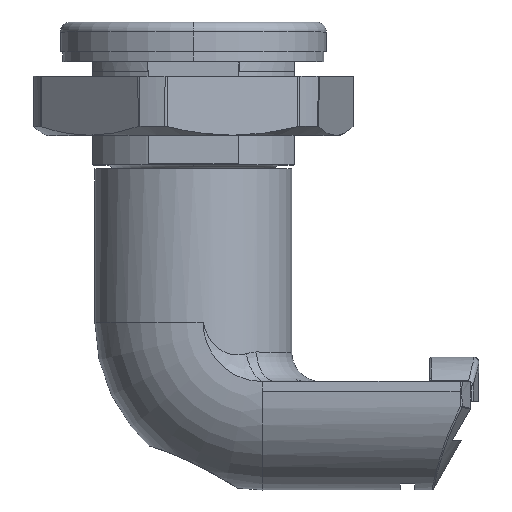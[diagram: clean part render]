
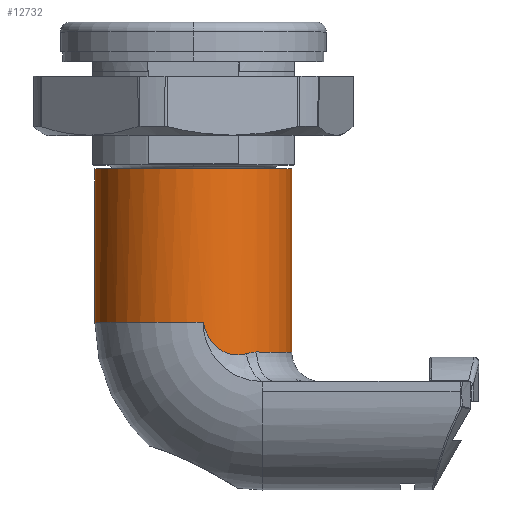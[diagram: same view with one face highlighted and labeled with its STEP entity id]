
A CAD part, top view. The second image highlights one B-rep face of the part: STEP entity #12732.
In plain terms, the highlighted cylindrical face has radius 10 mm (diameter 20 mm), a partial arc.
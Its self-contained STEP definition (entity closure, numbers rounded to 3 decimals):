
#6829 = CARTESIAN_POINT ( 'NONE',  ( 20., 14., 0. ) ) ;
#6874 = DIRECTION ( 'NONE',  ( 0., 1., 0. ) ) ;
#6875 = VECTOR ( 'NONE', #6874, 1000. ) ;
#6876 = CARTESIAN_POINT ( 'NONE',  ( 20., 17., 0. ) ) ;
#6877 = LINE ( 'NONE', #6876, #6875 ) ;
#6889 = CARTESIAN_POINT ( 'NONE',  ( 20., 32.6, 0. ) ) ;
#6890 = CARTESIAN_POINT ( 'NONE',  ( 16.436, 14., 7.654 ) ) ;
#6906 = DIRECTION ( 'NONE',  ( 0., 1., 0. ) ) ;
#6907 = CARTESIAN_POINT ( 'NONE',  ( 10., 17., 0. ) ) ;
#6908 = AXIS2_PLACEMENT_3D ( 'NONE', #6907, #6906, #6962 ) ;
#6910 = CYLINDRICAL_SURFACE ( 'NONE', #6908, 10. ) ;
#6911 = FACE_OUTER_BOUND ( 'NONE', #12736, .T. ) ;
#6913 = DIRECTION ( 'NONE',  ( 0., 0., 1. ) ) ;
#6914 = DIRECTION ( 'NONE',  ( 0., 1., 0. ) ) ;
#6915 = CARTESIAN_POINT ( 'NONE',  ( 10., 14., 0. ) ) ;
#6916 = AXIS2_PLACEMENT_3D ( 'NONE', #6915, #6914, #6913 ) ;
#6923 = CIRCLE ( 'NONE', #6916, 10. ) ;
#6942 = CARTESIAN_POINT ( 'NONE',  ( 16.436, 14., 7.654 ) ) ;
#6943 = CARTESIAN_POINT ( 'NONE',  ( 16.098, 14., 7.938 ) ) ;
#6944 = CARTESIAN_POINT ( 'NONE',  ( 15.745, 13.933, 8.196 ) ) ;
#6945 = CARTESIAN_POINT ( 'NONE',  ( 15.385, 13.827, 8.427 ) ) ;
#6948 = B_SPLINE_CURVE_WITH_KNOTS ( 'NONE', 3,
 ( #6945, #6944, #6943, #6942 ),
 .UNSPECIFIED., .F., .F.,
 ( 4, 4 ),
 ( 0., 0.001 ),
 .UNSPECIFIED. ) ;
#6962 = DIRECTION ( 'NONE',  ( -1., 0., 0. ) ) ;
#6970 = CARTESIAN_POINT ( 'NONE',  ( 11., 17., 9.95 ) ) ;
#6971 = DIRECTION ( 'NONE',  ( 0., 0., -1. ) ) ;
#6972 = DIRECTION ( 'NONE',  ( 0., -1., 0. ) ) ;
#6973 = CARTESIAN_POINT ( 'NONE',  ( 10., 17., 0. ) ) ;
#6974 = AXIS2_PLACEMENT_3D ( 'NONE', #6973, #6972, #6971 ) ;
#6975 = CIRCLE ( 'NONE', #6974, 10. ) ;
#6977 = DIRECTION ( 'NONE',  ( 0., 0., -1. ) ) ;
#6978 = DIRECTION ( 'NONE',  ( 0., -1., 0. ) ) ;
#6979 = CARTESIAN_POINT ( 'NONE',  ( 10., 32.6, 0. ) ) ;
#6980 = AXIS2_PLACEMENT_3D ( 'NONE', #6979, #6978, #6977 ) ;
#6981 = CIRCLE ( 'NONE', #6980, 10. ) ;
#6994 = CARTESIAN_POINT ( 'NONE',  ( 15.385, 13.827, 8.427 ) ) ;
#7003 = CARTESIAN_POINT ( 'NONE',  ( 15.385, 13.827, 8.427 ) ) ;
#7004 = CARTESIAN_POINT ( 'NONE',  ( 14.945, 13.697, 8.707 ) ) ;
#7005 = CARTESIAN_POINT ( 'NONE',  ( 14.465, 13.655, 8.963 ) ) ;
#7006 = CARTESIAN_POINT ( 'NONE',  ( 13.74, 13.771, 9.278 ) ) ;
#7007 = CARTESIAN_POINT ( 'NONE',  ( 13.494, 13.841, 9.373 ) ) ;
#7008 = CARTESIAN_POINT ( 'NONE',  ( 13.025, 14.038, 9.535 ) ) ;
#7009 = CARTESIAN_POINT ( 'NONE',  ( 12.802, 14.165, 9.602 ) ) ;
#7010 = CARTESIAN_POINT ( 'NONE',  ( 12.379, 14.474, 9.715 ) ) ;
#7011 = CARTESIAN_POINT ( 'NONE',  ( 12.182, 14.657, 9.761 ) ) ;
#7012 = CARTESIAN_POINT ( 'NONE',  ( 11.835, 15.053, 9.832 ) ) ;
#7013 = CARTESIAN_POINT ( 'NONE',  ( 11.683, 15.268, 9.858 ) ) ;
#7014 = CARTESIAN_POINT ( 'NONE',  ( 11.419, 15.728, 9.9 ) ) ;
#7015 = CARTESIAN_POINT ( 'NONE',  ( 11.306, 15.973, 9.915 ) ) ;
#7016 = CARTESIAN_POINT ( 'NONE',  ( 11.124, 16.477, 9.937 ) ) ;
#7017 = CARTESIAN_POINT ( 'NONE',  ( 11.054, 16.737, 9.944 ) ) ;
#7018 = CARTESIAN_POINT ( 'NONE',  ( 11., 17., 9.95 ) ) ;
#7019 = CARTESIAN_POINT ( 'NONE',  ( 0., 17., 0. ) ) ;
#7020 = DIRECTION ( 'NONE',  ( 0., 1., 0. ) ) ;
#7021 = VECTOR ( 'NONE', #7020, 1000. ) ;
#7022 = CARTESIAN_POINT ( 'NONE',  ( 0., 17., 0. ) ) ;
#7023 = LINE ( 'NONE', #7022, #7021 ) ;
#7024 = B_SPLINE_CURVE_WITH_KNOTS ( 'NONE', 3,
 ( #7018, #7017, #7016, #7015, #7014, #7013, #7012, #7011, #7010, #7009, #7008, #7007, #7006, #7005, #7004, #7003 ),
 .UNSPECIFIED., .F., .F.,
 ( 4, 2, 2, 2, 2, 2, 2, 4 ),
 ( 0., 0.001, 0.002, 0.002, 0.003, 0.004, 0.005, 0.006 ),
 .UNSPECIFIED. ) ;
#7025 = CARTESIAN_POINT ( 'NONE',  ( 0., 32.6, 0. ) ) ;
#12679 = VERTEX_POINT ( 'NONE', #6829 ) ;
#12693 = VERTEX_POINT ( 'NONE', #6890 ) ;
#12694 = VERTEX_POINT ( 'NONE', #6889 ) ;
#12709 = EDGE_CURVE ( 'NONE', #12679, #12694, #6877, .T. ) ;
#12710 = ORIENTED_EDGE ( 'NONE', *, *, #12709, .T. ) ;
#12730 = EDGE_CURVE ( 'NONE', #12693, #12679, #6923, .T. ) ;
#12732 = ADVANCED_FACE ( 'NONE', ( #6911 ), #6910, .T. ) ;
#12734 = ORIENTED_EDGE ( 'NONE', *, *, #12730, .T. ) ;
#12736 = EDGE_LOOP ( 'NONE', ( #12734, #12710, #12756, #12776, #12760, #12759, #12752 ) ) ;
#12746 = EDGE_CURVE ( 'NONE', #12751, #12693, #6948, .T. ) ;
#12751 = VERTEX_POINT ( 'NONE', #6994 ) ;
#12752 = ORIENTED_EDGE ( 'NONE', *, *, #12746, .T. ) ;
#12756 = ORIENTED_EDGE ( 'NONE', *, *, #12758, .T. ) ;
#12758 = EDGE_CURVE ( 'NONE', #12694, #12768, #6981, .T. ) ;
#12759 = ORIENTED_EDGE ( 'NONE', *, *, #12777, .T. ) ;
#12760 = ORIENTED_EDGE ( 'NONE', *, *, #12762, .F. ) ;
#12762 = EDGE_CURVE ( 'NONE', #12764, #12779, #6975, .T. ) ;
#12764 = VERTEX_POINT ( 'NONE', #6970 ) ;
#12768 = VERTEX_POINT ( 'NONE', #7025 ) ;
#12776 = ORIENTED_EDGE ( 'NONE', *, *, #12778, .F. ) ;
#12777 = EDGE_CURVE ( 'NONE', #12764, #12751, #7024, .T. ) ;
#12778 = EDGE_CURVE ( 'NONE', #12779, #12768, #7023, .T. ) ;
#12779 = VERTEX_POINT ( 'NONE', #7019 ) ;
